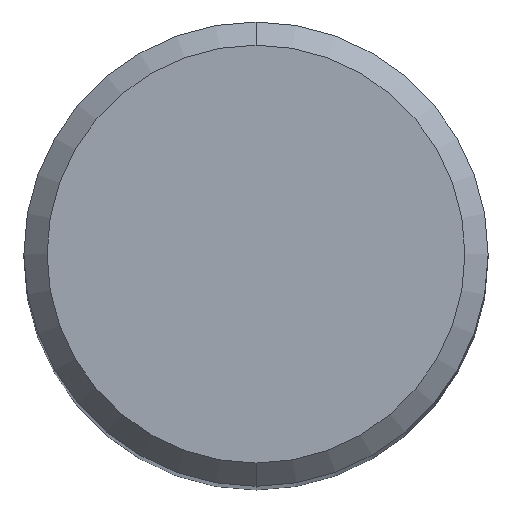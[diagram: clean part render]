
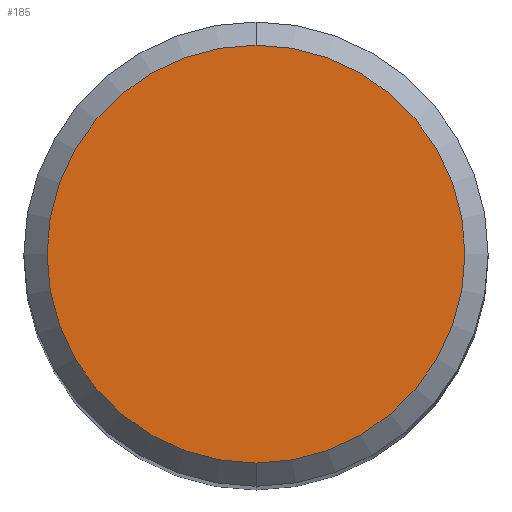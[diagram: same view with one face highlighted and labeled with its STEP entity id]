
A CAD part, top view. The second image highlights one B-rep face of the part: STEP entity #185.
In plain terms, the highlighted planar face has unit normal (0, 0, 1).
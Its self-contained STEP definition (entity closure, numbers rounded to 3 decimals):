
#169=EDGE_CURVE('',#203,#175,#331,.T.);
#175=VERTEX_POINT('',#337);
#185=ADVANCED_FACE('',(#348),#349,.T.);
#203=VERTEX_POINT('',#369);
#215=EDGE_CURVE('',#175,#203,#383,.T.);
#331=CIRCLE('',#512,3.6);
#337=CARTESIAN_POINT('',(0.0,3.6,0.0));
#348=FACE_OUTER_BOUND('',#534,.T.);
#349=PLANE('',#535);
#369=CARTESIAN_POINT('',(0.,-3.6,0.0));
#383=CIRCLE('',#577,3.6);
#512=AXIS2_PLACEMENT_3D('',#709,#710,#711);
#534=EDGE_LOOP('',(#724,#725));
#535=AXIS2_PLACEMENT_3D('',#726,#727,#728);
#577=AXIS2_PLACEMENT_3D('',#776,#777,#778);
#709=CARTESIAN_POINT('',(0.0,0.0,0.0));
#710=DIRECTION('',(0.0,0.0,-1.0));
#711=DIRECTION('',(0.0,1.0,0.0));
#724=ORIENTED_EDGE('',*,*,#215,.F.);
#725=ORIENTED_EDGE('',*,*,#169,.F.);
#726=CARTESIAN_POINT('',(0.0,1.8,0.0));
#727=DIRECTION('',(-0.0,0.0,1.0));
#728=DIRECTION('',(0.0,-1.0,0.0));
#776=CARTESIAN_POINT('',(0.0,0.0,0.0));
#777=DIRECTION('',(0.0,0.0,-1.0));
#778=DIRECTION('',(0.0,1.0,0.0));
